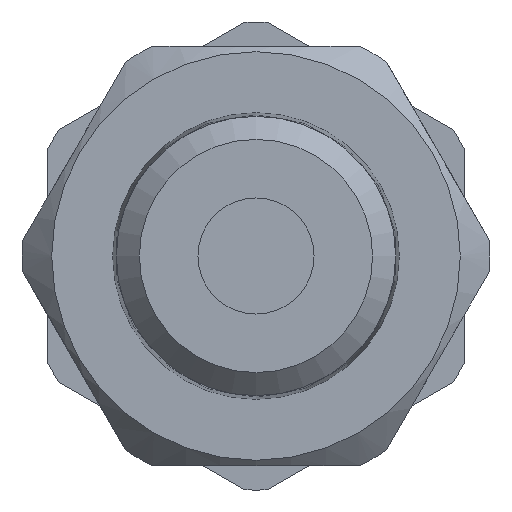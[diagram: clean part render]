
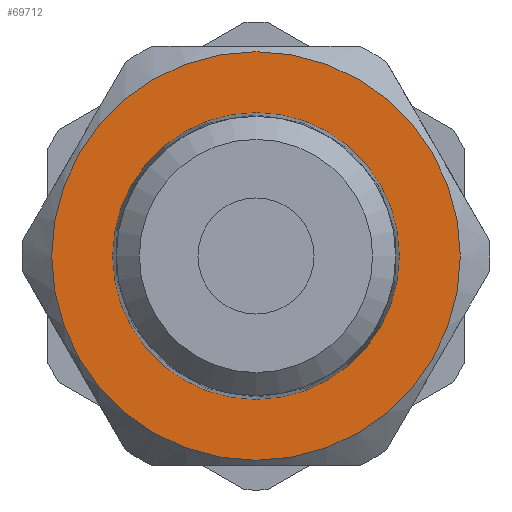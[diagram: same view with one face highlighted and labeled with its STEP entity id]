
A CAD part, left-side view. The second image highlights one B-rep face of the part: STEP entity #69712.
In plain terms, the highlighted planar face has unit normal (-1, 0, 0).
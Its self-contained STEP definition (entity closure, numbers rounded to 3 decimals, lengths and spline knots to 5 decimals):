
#5109 = CARTESIAN_POINT ( 'NONE',  ( -1.25, 0., -0.38591 ) ) ;
#7311 = DIRECTION ( 'NONE',  ( -1., 0., 0. ) ) ;
#8563 = CARTESIAN_POINT ( 'NONE',  ( -1.25, 0., 0. ) ) ;
#11750 = CARTESIAN_POINT ( 'NONE',  ( -1.25, 0., -0.55 ) ) ;
#16319 = EDGE_CURVE ( 'NONE', #43671, #43671, #33881, .T. ) ;
#16393 = AXIS2_PLACEMENT_3D ( 'NONE', #8563, #26027, #67038 ) ;
#20029 = CIRCLE ( 'NONE', #20411, 0.55 ) ;
#20411 = AXIS2_PLACEMENT_3D ( 'NONE', #60129, #52469, #70456 ) ;
#23028 = CARTESIAN_POINT ( 'NONE',  ( -1.25, -0.5566, -0.5566 ) ) ;
#26027 = DIRECTION ( 'NONE',  ( 1., 0., 0. ) ) ;
#26607 = EDGE_LOOP ( 'NONE', ( #35338 ) ) ;
#33881 = CIRCLE ( 'NONE', #16393, 0.38591 ) ;
#34500 = PLANE ( 'NONE',  #42103 ) ;
#34734 = DIRECTION ( 'NONE',  ( 0., 0., 1. ) ) ;
#35338 = ORIENTED_EDGE ( 'NONE', *, *, #45881, .T. ) ;
#35892 = FACE_BOUND ( 'NONE', #38035, .T. ) ;
#38035 = EDGE_LOOP ( 'NONE', ( #63879 ) ) ;
#42103 = AXIS2_PLACEMENT_3D ( 'NONE', #23028, #7311, #34734 ) ;
#43671 = VERTEX_POINT ( 'NONE', #5109 ) ;
#45881 = EDGE_CURVE ( 'NONE', #65489, #65489, #20029, .T. ) ;
#52469 = DIRECTION ( 'NONE',  ( -1., 0., 0. ) ) ;
#60129 = CARTESIAN_POINT ( 'NONE',  ( -1.25, 0., 0. ) ) ;
#63879 = ORIENTED_EDGE ( 'NONE', *, *, #16319, .T. ) ;
#65489 = VERTEX_POINT ( 'NONE', #11750 ) ;
#67038 = DIRECTION ( 'NONE',  ( 0., 0., -1. ) ) ;
#69712 = ADVANCED_FACE ( 'NONE', ( #35892, #74963 ), #34500, .T. ) ;
#70456 = DIRECTION ( 'NONE',  ( 0., 0., -1. ) ) ;
#74963 = FACE_OUTER_BOUND ( 'NONE', #26607, .T. ) ;
